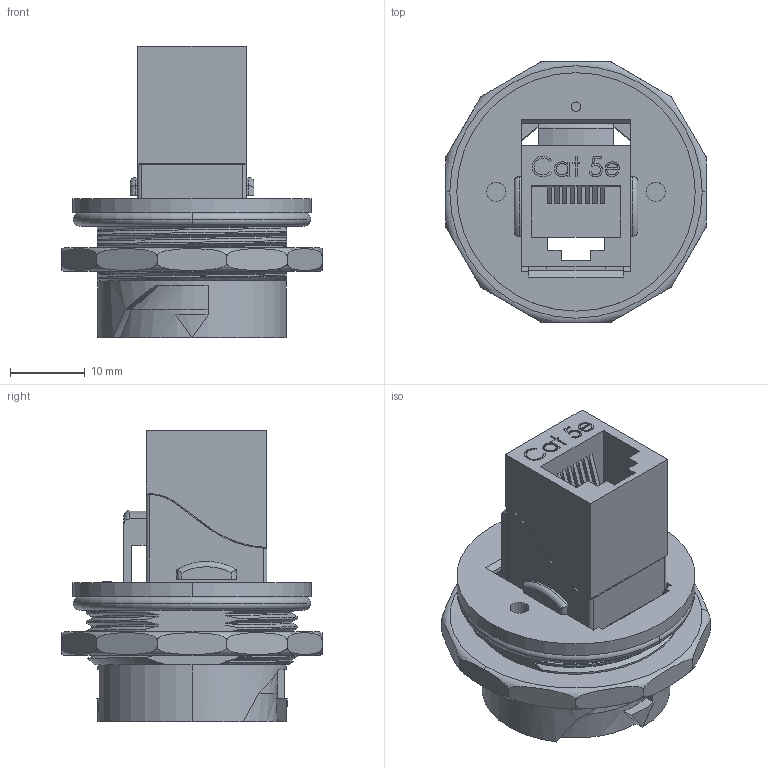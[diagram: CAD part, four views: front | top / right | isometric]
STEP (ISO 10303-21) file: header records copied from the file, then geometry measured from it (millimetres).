
FILE_DESCRIPTION (( 'STEP AP214' ), '1' );
FILE_NAME ('WT67KC5RM.STEP', '2018-08-15T13:31:54', ( '' ), ( '' ), 'SwSTEP 2.0', 'SolidWorks 2017', '' );
FILE_SCHEMA (( 'AUTOMOTIVE_DESIGN' ));
Length unit declared in the file: inch
Products named in the file (5): 1AA13-050; 1AA10-034_-01; TDG1026KC5_no label; WT67KC5RM; 1AA13-049
Assembly tree (4 placements, depth 2):
  WT67KC5RM
    1AA10-034_-01
    1AA13-050
    1AA13-049
    TDG1026KC5_no label
Bounding box: 34.92 x 34.92 x 39.1 mm (x, y, z)
Volume: 11470.4 mm3; surface area: 10145.5 mm2
Topology: 4 solids, 4 shells, 443 faces, 1208 edges, 796 vertices
Faces by surface type: plane 260, bspline 127, cylinder 37, torus 12, cone 7
Entity records: 46869 total; most frequent: CARTESIAN_POINT 33622, ORIENTED_EDGE 2416, DIRECTION 1617, EDGE_CURVE 1208, VERTEX_POINT 796, VECTOR 777, LINE 777, EDGE_LOOP 506
